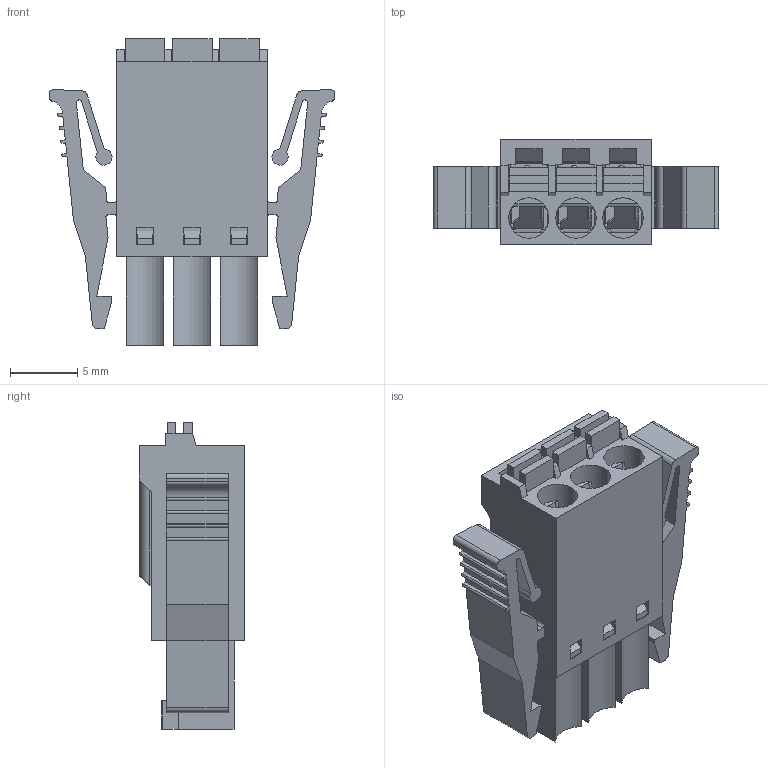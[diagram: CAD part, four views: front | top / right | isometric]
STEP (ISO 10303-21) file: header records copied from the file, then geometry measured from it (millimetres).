
FILE_DESCRIPTION( ( 'Unknown' ), '1' );
FILE_NAME( '691304130003.stp', 'Unknown', ( 'Unknown' ), ( 'Unknown' ), 'PSStep 18.0.17', 'Unknown', ' ' );
FILE_SCHEMA( ( 'AUTOMOTIVE_DESIGN { 1 0 10303 214 1 1 1 1 }' ) );
Length unit declared in the file: millimetre
Products named in the file (6): Assem1; 6913041300xx_Levier; 6913041300xx_Pin; 6913041300xx_Lamelle; 691304130003; 691304130003_Bas
Assembly tree (11 placements, depth 2):
  Assem1
    6913041300xx_Levier  x3
    6913041300xx_Pin  x3
    6913041300xx_Lamelle  x3
    691304130003
    691304130003_Bas
Bounding box: 21.2 x 7.8 x 22.8 mm (x, y, z)
Volume: 1190.4 mm3; surface area: 3937.4 mm2
Topology: 11 solids, 11 shells, 969 faces, 2736 edges, 1791 vertices
Faces by surface type: plane 750, cylinder 204, cone 15
Full cylindrical faces by diameter (mm): 1.2 x3
Entity records: 27319 total; most frequent: CARTESIAN_POINT 4080, ORIENTED_EDGE 3844, DIRECTION 3531, EDGE_CURVE 1922, LINE 1639, VECTOR 1639, VERTEX_POINT 1273, AXIS2_PLACEMENT_3D 946
